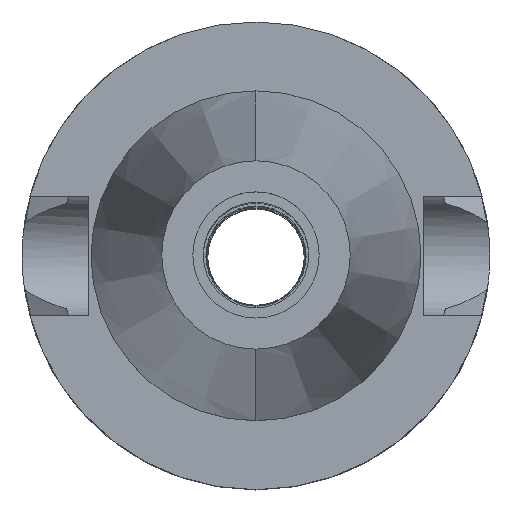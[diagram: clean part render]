
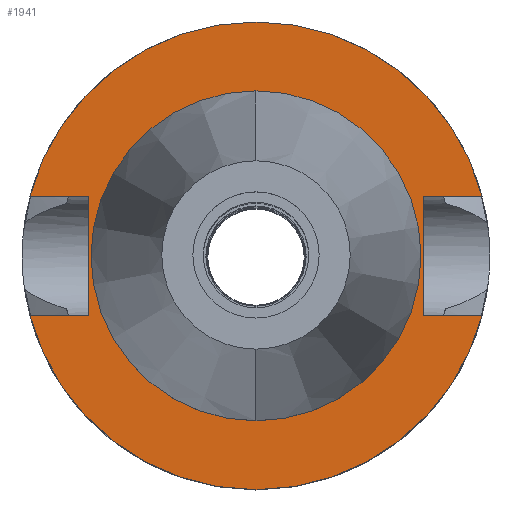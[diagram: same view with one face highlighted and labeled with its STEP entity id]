
A CAD part, top view. The second image highlights one B-rep face of the part: STEP entity #1941.
In plain terms, the highlighted planar face has unit normal (0, 0, 1).
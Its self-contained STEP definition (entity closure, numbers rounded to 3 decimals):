
#796=DIRECTION('',(1.,0.,0.));
#797=VECTOR('',#796,7.954);
#798=CARTESIAN_POINT('',(22.5,8.05,-2.));
#799=LINE('',#798,#797);
#843=DIRECTION('',(0.,1.,0.));
#844=VECTOR('',#843,16.1);
#845=CARTESIAN_POINT('',(-22.5,-8.05,-2.));
#846=LINE('',#845,#844);
#850=DIRECTION('',(-1.,0.,0.));
#851=VECTOR('',#850,7.954);
#852=CARTESIAN_POINT('',(-22.5,8.05,-2.));
#853=LINE('',#852,#851);
#857=CARTESIAN_POINT('',(0.,0.,-2.));
#858=DIRECTION('',(0.,0.,-1.));
#859=DIRECTION('',(-0.967,0.256,0.));
#860=AXIS2_PLACEMENT_3D('',#857,#858,#859);
#865=CARTESIAN_POINT('',(0.,0.,-2.));
#866=DIRECTION('',(0.,0.,-1.));
#867=DIRECTION('',(0.,1.,0.));
#868=AXIS2_PLACEMENT_3D('',#865,#866,#867);
#873=DIRECTION('',(0.,-1.,0.));
#874=VECTOR('',#873,16.1);
#875=CARTESIAN_POINT('',(22.5,8.05,-2.));
#876=LINE('',#875,#874);
#880=DIRECTION('',(1.,0.,0.));
#881=VECTOR('',#880,7.954);
#882=CARTESIAN_POINT('',(22.5,-8.05,-2.));
#883=LINE('',#882,#881);
#887=CARTESIAN_POINT('',(0.,0.,-2.));
#888=DIRECTION('',(0.,0.,-1.));
#889=DIRECTION('',(0.967,-0.256,0.));
#890=AXIS2_PLACEMENT_3D('',#887,#888,#889);
#895=CARTESIAN_POINT('',(0.,0.,-2.));
#896=DIRECTION('',(0.,0.,-1.));
#897=DIRECTION('',(0.,-1.,0.));
#898=AXIS2_PLACEMENT_3D('',#895,#896,#897);
#903=CARTESIAN_POINT('',(0.,0.,-2.));
#904=DIRECTION('',(0.,0.,1.));
#905=DIRECTION('',(0.,-1.,0.));
#906=AXIS2_PLACEMENT_3D('',#903,#904,#905);
#911=CARTESIAN_POINT('',(0.,0.,-2.));
#912=DIRECTION('',(0.,0.,1.));
#913=DIRECTION('',(0.,1.,0.));
#914=AXIS2_PLACEMENT_3D('',#911,#912,#913);
#949=DIRECTION('',(-1.,0.,0.));
#950=VECTOR('',#949,7.954);
#951=CARTESIAN_POINT('',(-22.5,-8.05,-2.));
#952=LINE('',#951,#950);
#1215=CARTESIAN_POINT('',(-22.5,-8.05,-2.));
#1216=VERTEX_POINT('',#1215);
#1217=CARTESIAN_POINT('',(-30.454,-8.05,-2.));
#1218=VERTEX_POINT('',#1217);
#1221=CARTESIAN_POINT('',(-22.5,8.05,-2.));
#1222=VERTEX_POINT('',#1221);
#1223=CARTESIAN_POINT('',(-30.454,8.05,-2.));
#1224=VERTEX_POINT('',#1223);
#1225=CARTESIAN_POINT('',(0.,31.5,-2.));
#1226=CARTESIAN_POINT('',(30.454,8.05,-2.));
#1227=VERTEX_POINT('',#1225);
#1228=VERTEX_POINT('',#1226);
#1229=CARTESIAN_POINT('',(22.5,8.05,-2.));
#1230=VERTEX_POINT('',#1229);
#1231=CARTESIAN_POINT('',(22.5,-8.05,-2.));
#1232=VERTEX_POINT('',#1231);
#1233=CARTESIAN_POINT('',(30.454,-8.05,-2.));
#1234=VERTEX_POINT('',#1233);
#1235=CARTESIAN_POINT('',(0.,-31.5,-2.));
#1236=VERTEX_POINT('',#1235);
#1237=CARTESIAN_POINT('',(0.,-22.225,-2.));
#1238=CARTESIAN_POINT('',(0.,22.225,-2.));
#1239=VERTEX_POINT('',#1237);
#1240=VERTEX_POINT('',#1238);
#1911=CARTESIAN_POINT('',(0.,0.,-2.));
#1912=DIRECTION('',(0.,0.,-1.));
#1913=DIRECTION('',(0.,-1.,0.));
#1914=AXIS2_PLACEMENT_3D('',#1911,#1912,#1913);
#1915=PLANE('',#1914);
#1917=ORIENTED_EDGE('',*,*,#1916,.T.);
#1918=ORIENTED_EDGE('',*,*,#1854,.T.);
#1920=ORIENTED_EDGE('',*,*,#1919,.T.);
#1922=ORIENTED_EDGE('',*,*,#1921,.T.);
#1923=ORIENTED_EDGE('',*,*,#1888,.F.);
#1924=ORIENTED_EDGE('',*,*,#1901,.T.);
#1926=ORIENTED_EDGE('',*,*,#1925,.T.);
#1928=ORIENTED_EDGE('',*,*,#1927,.T.);
#1930=ORIENTED_EDGE('',*,*,#1929,.T.);
#1932=ORIENTED_EDGE('',*,*,#1931,.F.);
#1933=EDGE_LOOP('',(#1917,#1918,#1920,#1922,#1923,#1924,#1926,#1928,#1930,
#1932));
#1934=FACE_OUTER_BOUND('',#1933,.F.);
#1936=ORIENTED_EDGE('',*,*,#1935,.T.);
#1938=ORIENTED_EDGE('',*,*,#1937,.T.);
#1939=EDGE_LOOP('',(#1936,#1938));
#1940=FACE_BOUND('',#1939,.F.);
#861=CIRCLE('',#860,31.5);
#869=CIRCLE('',#868,31.5);
#891=CIRCLE('',#890,31.5);
#899=CIRCLE('',#898,31.5);
#907=CIRCLE('',#906,22.225);
#915=CIRCLE('',#914,22.225);
#1854=EDGE_CURVE('',#1222,#1224,#853,.T.);
#1888=EDGE_CURVE('',#1230,#1228,#799,.T.);
#1901=EDGE_CURVE('',#1230,#1232,#876,.T.);
#1916=EDGE_CURVE('',#1216,#1222,#846,.T.);
#1919=EDGE_CURVE('',#1224,#1227,#861,.T.);
#1921=EDGE_CURVE('',#1227,#1228,#869,.T.);
#1925=EDGE_CURVE('',#1232,#1234,#883,.T.);
#1927=EDGE_CURVE('',#1234,#1236,#891,.T.);
#1929=EDGE_CURVE('',#1236,#1218,#899,.T.);
#1931=EDGE_CURVE('',#1216,#1218,#952,.T.);
#1935=EDGE_CURVE('',#1239,#1240,#907,.T.);
#1937=EDGE_CURVE('',#1240,#1239,#915,.T.);
#1941=ADVANCED_FACE('',(#1934,#1940),#1915,.F.);
